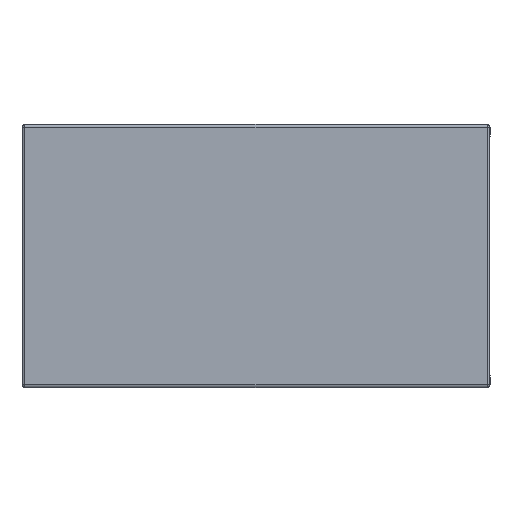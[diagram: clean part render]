
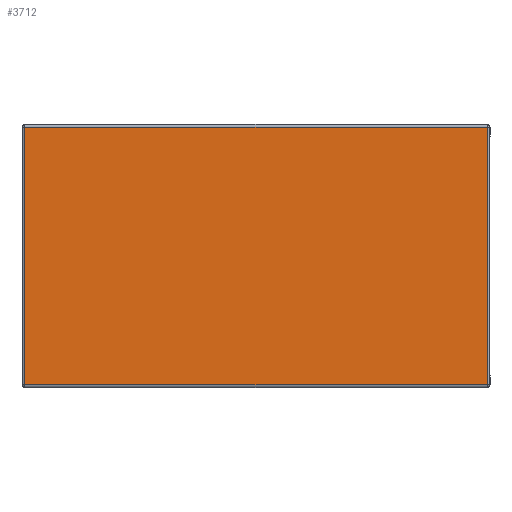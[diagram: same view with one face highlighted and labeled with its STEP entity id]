
A CAD part, left-side view. The second image highlights one B-rep face of the part: STEP entity #3712.
In plain terms, the highlighted planar face has unit normal (-1, 0, 0).
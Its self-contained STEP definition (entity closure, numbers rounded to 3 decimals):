
#73 = EDGE_CURVE ( 'NONE', #2209, #5736, #1675, .T. ) ;
#317 = CARTESIAN_POINT ( 'NONE',  ( -0.8, -0.4, 0.45 ) ) ;
#455 = CARTESIAN_POINT ( 'NONE',  ( -0.8, -0.395, 0.45 ) ) ;
#496 = AXIS2_PLACEMENT_3D ( 'NONE', #317, #3453, #765 ) ;
#549 = LINE ( 'NONE', #2598, #2816 ) ;
#745 = DIRECTION ( 'NONE',  ( 0., -1., 0. ) ) ;
#765 = DIRECTION ( 'NONE',  ( 0., 0., -1. ) ) ;
#787 = CARTESIAN_POINT ( 'NONE',  ( -0.8, 0.395, 0.445 ) ) ;
#1458 = EDGE_CURVE ( 'NONE', #5736, #3031, #5828, .T. ) ;
#1675 = LINE ( 'NONE', #455, #2869 ) ;
#1694 = CARTESIAN_POINT ( 'NONE',  ( -0.8, -0.395, 0.445 ) ) ;
#2124 = VECTOR ( 'NONE', #745, 1000. ) ;
#2209 = VERTEX_POINT ( 'NONE', #2397 ) ;
#2226 = VECTOR ( 'NONE', #3244, 1000. ) ;
#2397 = CARTESIAN_POINT ( 'NONE',  ( -0.8, -0.395, 0.005 ) ) ;
#2598 = CARTESIAN_POINT ( 'NONE',  ( -0.8, 0.395, 0.45 ) ) ;
#2816 = VECTOR ( 'NONE', #5766, 1000. ) ;
#2869 = VECTOR ( 'NONE', #5852, 1000. ) ;
#3031 = VERTEX_POINT ( 'NONE', #787 ) ;
#3050 = EDGE_CURVE ( 'NONE', #3031, #4165, #549, .T. ) ;
#3141 = ORIENTED_EDGE ( 'NONE', *, *, #5555, .T. ) ;
#3175 = FACE_OUTER_BOUND ( 'NONE', #3728, .T. ) ;
#3244 = DIRECTION ( 'NONE',  ( 0., 1., 0. ) ) ;
#3415 = CARTESIAN_POINT ( 'NONE',  ( -0.8, -0.4, 0.005 ) ) ;
#3453 = DIRECTION ( 'NONE',  ( 1., 0., 0. ) ) ;
#3712 = ADVANCED_FACE ( 'NONE', ( #3175 ), #3895, .F. ) ;
#3728 = EDGE_LOOP ( 'NONE', ( #4518, #5583, #3141, #5178 ) ) ;
#3895 = PLANE ( 'NONE',  #496 ) ;
#4165 = VERTEX_POINT ( 'NONE', #5000 ) ;
#4505 = LINE ( 'NONE', #3415, #2124 ) ;
#4518 = ORIENTED_EDGE ( 'NONE', *, *, #1458, .T. ) ;
#5000 = CARTESIAN_POINT ( 'NONE',  ( -0.8, 0.395, 0.005 ) ) ;
#5065 = CARTESIAN_POINT ( 'NONE',  ( -0.8, -0.4, 0.445 ) ) ;
#5178 = ORIENTED_EDGE ( 'NONE', *, *, #73, .T. ) ;
#5555 = EDGE_CURVE ( 'NONE', #4165, #2209, #4505, .T. ) ;
#5583 = ORIENTED_EDGE ( 'NONE', *, *, #3050, .T. ) ;
#5736 = VERTEX_POINT ( 'NONE', #1694 ) ;
#5766 = DIRECTION ( 'NONE',  ( 0., 0., -1. ) ) ;
#5828 = LINE ( 'NONE', #5065, #2226 ) ;
#5852 = DIRECTION ( 'NONE',  ( 0., 0., 1. ) ) ;
